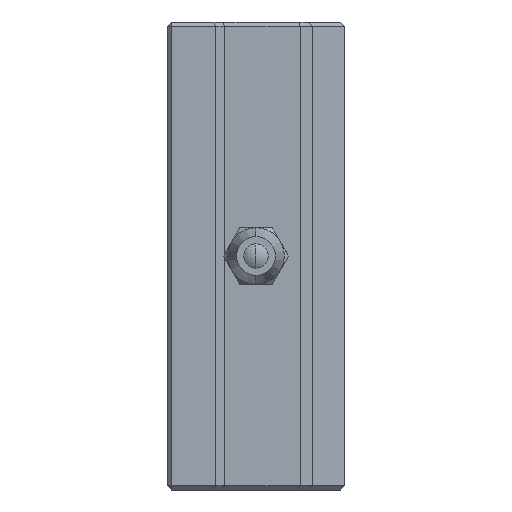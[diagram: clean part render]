
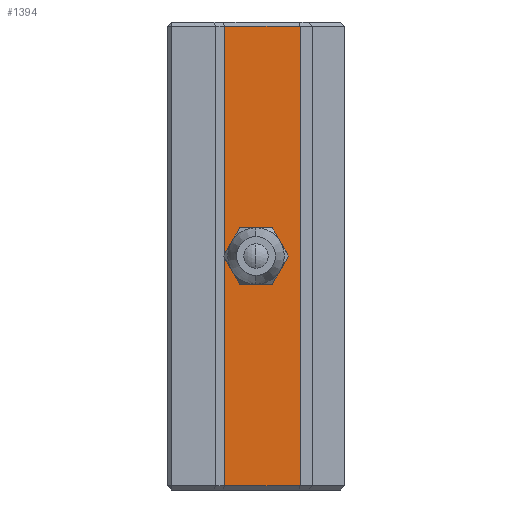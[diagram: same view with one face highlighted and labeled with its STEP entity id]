
A CAD part, left-side view. The second image highlights one B-rep face of the part: STEP entity #1394.
In plain terms, the highlighted planar face has unit normal (-1, 0, 0).
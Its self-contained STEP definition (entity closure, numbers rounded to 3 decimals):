
#63 = CARTESIAN_POINT ( 'NONE',  ( -15.9, 3.9, 29. ) ) ;
#66 = VERTEX_POINT ( 'NONE', #1856 ) ;
#97 = DIRECTION ( 'NONE',  ( 0., 0., -1. ) ) ;
#109 = ORIENTED_EDGE ( 'NONE', *, *, #657, .F. ) ;
#167 = FACE_BOUND ( 'NONE', #3295, .T. ) ;
#173 = CIRCLE ( 'NONE', #2812, 2.5 ) ;
#260 = VECTOR ( 'NONE', #1550, 1000. ) ;
#272 = CIRCLE ( 'NONE', #2561, 2.5 ) ;
#589 = DIRECTION ( 'NONE',  ( 0., 0., 1. ) ) ;
#590 = VERTEX_POINT ( 'NONE', #2565 ) ;
#627 = EDGE_CURVE ( 'NONE', #590, #2077, #1404, .T. ) ;
#657 = EDGE_CURVE ( 'NONE', #1560, #66, #272, .T. ) ;
#712 = VECTOR ( 'NONE', #1667, 1000. ) ;
#753 = CARTESIAN_POINT ( 'NONE',  ( -15.9, -5.5, 28.5 ) ) ;
#796 = ORIENTED_EDGE ( 'NONE', *, *, #627, .T. ) ;
#813 = LINE ( 'NONE', #63, #2928 ) ;
#825 = DIRECTION ( 'NONE',  ( -1., 0., 0. ) ) ;
#856 = DIRECTION ( 'NONE',  ( 0., 0., 1. ) ) ;
#894 = CARTESIAN_POINT ( 'NONE',  ( -15.9, 0., 0. ) ) ;
#1050 = DIRECTION ( 'NONE',  ( 0., 0., -1. ) ) ;
#1061 = CARTESIAN_POINT ( 'NONE',  ( -15.9, 3.9, 28.5 ) ) ;
#1064 = DIRECTION ( 'NONE',  ( 1., 0., 0. ) ) ;
#1087 = PLANE ( 'NONE',  #1343 ) ;
#1096 = EDGE_CURVE ( 'NONE', #2077, #1676, #2513, .T. ) ;
#1178 = EDGE_CURVE ( 'NONE', #1676, #2484, #813, .T. ) ;
#1223 = VECTOR ( 'NONE', #3404, 1000. ) ;
#1271 = CARTESIAN_POINT ( 'NONE',  ( -15.9, 3.9, 29. ) ) ;
#1309 = EDGE_CURVE ( 'NONE', #2484, #590, #1397, .T. ) ;
#1343 = AXIS2_PLACEMENT_3D ( 'NONE', #1271, #1064, #1050 ) ;
#1393 = CARTESIAN_POINT ( 'NONE',  ( -15.9, 0., 0. ) ) ;
#1394 = ADVANCED_FACE ( 'NONE', ( #167, #1741 ), #1087, .F. ) ;
#1397 = LINE ( 'NONE', #1832, #712 ) ;
#1404 = LINE ( 'NONE', #2878, #1223 ) ;
#1516 = ORIENTED_EDGE ( 'NONE', *, *, #1178, .T. ) ;
#1550 = DIRECTION ( 'NONE',  ( 0., 1., 0. ) ) ;
#1560 = VERTEX_POINT ( 'NONE', #2978 ) ;
#1609 = ORIENTED_EDGE ( 'NONE', *, *, #2068, .F. ) ;
#1667 = DIRECTION ( 'NONE',  ( 0., -1., 0. ) ) ;
#1676 = VERTEX_POINT ( 'NONE', #1061 ) ;
#1741 = FACE_OUTER_BOUND ( 'NONE', #2710, .T. ) ;
#1832 = CARTESIAN_POINT ( 'NONE',  ( -15.9, -5.5, -28.5 ) ) ;
#1833 = ORIENTED_EDGE ( 'NONE', *, *, #1309, .T. ) ;
#1856 = CARTESIAN_POINT ( 'NONE',  ( -15.9, 0., -2.5 ) ) ;
#1941 = CARTESIAN_POINT ( 'NONE',  ( -15.9, 3.9, 28.5 ) ) ;
#2068 = EDGE_CURVE ( 'NONE', #66, #1560, #173, .T. ) ;
#2077 = VERTEX_POINT ( 'NONE', #753 ) ;
#2484 = VERTEX_POINT ( 'NONE', #2896 ) ;
#2513 = LINE ( 'NONE', #1941, #260 ) ;
#2561 = AXIS2_PLACEMENT_3D ( 'NONE', #894, #825, #856 ) ;
#2565 = CARTESIAN_POINT ( 'NONE',  ( -15.9, -5.5, -28.5 ) ) ;
#2710 = EDGE_LOOP ( 'NONE', ( #1516, #1833, #796, #3603 ) ) ;
#2812 = AXIS2_PLACEMENT_3D ( 'NONE', #1393, #3406, #589 ) ;
#2878 = CARTESIAN_POINT ( 'NONE',  ( -15.9, -5.5, 29. ) ) ;
#2896 = CARTESIAN_POINT ( 'NONE',  ( -15.9, 3.9, -28.5 ) ) ;
#2928 = VECTOR ( 'NONE', #97, 1000. ) ;
#2978 = CARTESIAN_POINT ( 'NONE',  ( -15.9, 0., 2.5 ) ) ;
#3295 = EDGE_LOOP ( 'NONE', ( #109, #1609 ) ) ;
#3404 = DIRECTION ( 'NONE',  ( 0., 0., 1. ) ) ;
#3406 = DIRECTION ( 'NONE',  ( -1., 0., 0. ) ) ;
#3603 = ORIENTED_EDGE ( 'NONE', *, *, #1096, .T. ) ;
